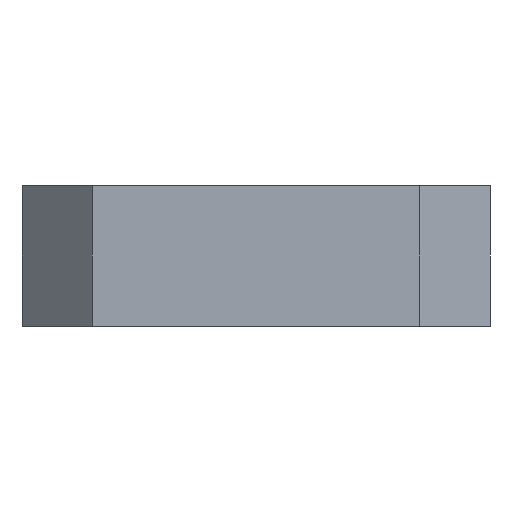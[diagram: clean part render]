
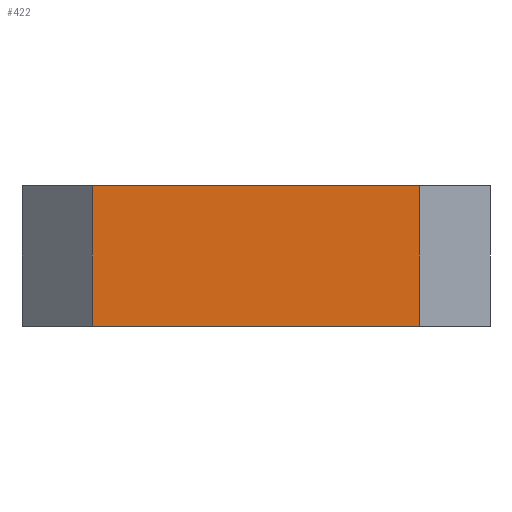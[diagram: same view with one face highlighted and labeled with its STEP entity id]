
A CAD part, left-side view. The second image highlights one B-rep face of the part: STEP entity #422.
In plain terms, the highlighted planar face has unit normal (-1, 0, 0).
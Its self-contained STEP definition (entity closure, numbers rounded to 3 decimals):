
#48 = EDGE_CURVE ( 'NONE', #279, #325, #561, .T. ) ;
#148 = FACE_OUTER_BOUND ( 'NONE', #604, .T. ) ;
#157 = VECTOR ( 'NONE', #600, 1000. ) ;
#242 = VERTEX_POINT ( 'NONE', #563 ) ;
#267 = CARTESIAN_POINT ( 'NONE',  ( -18., 7., 6. ) ) ;
#268 = CARTESIAN_POINT ( 'NONE',  ( -18., 7., 6. ) ) ;
#279 = VERTEX_POINT ( 'NONE', #267 ) ;
#319 = DIRECTION ( 'NONE',  ( 0., -1., 0. ) ) ;
#325 = VERTEX_POINT ( 'NONE', #926 ) ;
#379 = VECTOR ( 'NONE', #924, 1000. ) ;
#389 = CARTESIAN_POINT ( 'NONE',  ( -18., -10., 6. ) ) ;
#408 = LINE ( 'NONE', #522, #447 ) ;
#422 = ADVANCED_FACE ( 'NONE', ( #148 ), #579, .F. ) ;
#426 = ORIENTED_EDGE ( 'NONE', *, *, #498, .F. ) ;
#447 = VECTOR ( 'NONE', #676, 1000. ) ;
#471 = CARTESIAN_POINT ( 'NONE',  ( -18., -7., 6. ) ) ;
#498 = EDGE_CURVE ( 'NONE', #279, #659, #920, .T. ) ;
#517 = CARTESIAN_POINT ( 'NONE',  ( -18., -10., 0. ) ) ;
#522 = CARTESIAN_POINT ( 'NONE',  ( -18., -7., 6. ) ) ;
#532 = EDGE_CURVE ( 'NONE', #325, #242, #669, .T. ) ;
#548 = AXIS2_PLACEMENT_3D ( 'NONE', #800, #871, #802 ) ;
#553 = VECTOR ( 'NONE', #319, 1000. ) ;
#561 = LINE ( 'NONE', #268, #379 ) ;
#563 = CARTESIAN_POINT ( 'NONE',  ( -18., -7., 0. ) ) ;
#573 = ORIENTED_EDGE ( 'NONE', *, *, #588, .T. ) ;
#579 = PLANE ( 'NONE',  #548 ) ;
#588 = EDGE_CURVE ( 'NONE', #242, #659, #408, .T. ) ;
#600 = DIRECTION ( 'NONE',  ( 0., -1., 0. ) ) ;
#604 = EDGE_LOOP ( 'NONE', ( #819, #573, #426, #788 ) ) ;
#659 = VERTEX_POINT ( 'NONE', #471 ) ;
#669 = LINE ( 'NONE', #517, #553 ) ;
#676 = DIRECTION ( 'NONE',  ( 0., 0., 1. ) ) ;
#788 = ORIENTED_EDGE ( 'NONE', *, *, #48, .T. ) ;
#800 = CARTESIAN_POINT ( 'NONE',  ( -18., -10., 6. ) ) ;
#802 = DIRECTION ( 'NONE',  ( 0., 0., -1. ) ) ;
#819 = ORIENTED_EDGE ( 'NONE', *, *, #532, .T. ) ;
#871 = DIRECTION ( 'NONE',  ( 1., 0., 0. ) ) ;
#920 = LINE ( 'NONE', #389, #157 ) ;
#924 = DIRECTION ( 'NONE',  ( 0., 0., -1. ) ) ;
#926 = CARTESIAN_POINT ( 'NONE',  ( -18., 7., 0. ) ) ;
